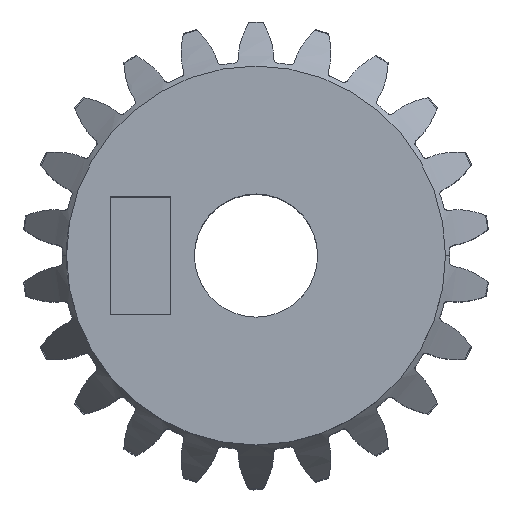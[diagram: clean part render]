
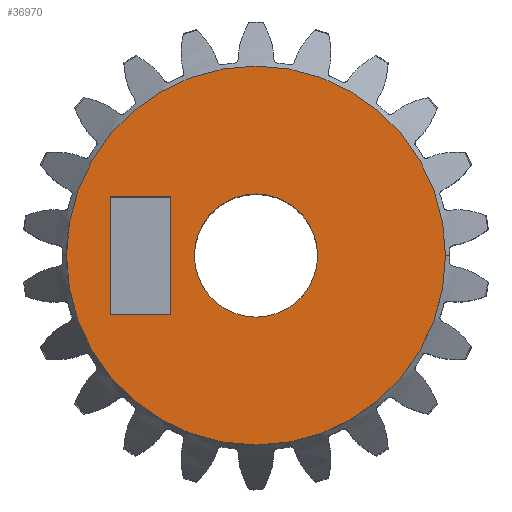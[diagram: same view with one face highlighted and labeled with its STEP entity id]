
A CAD part, top view. The second image highlights one B-rep face of the part: STEP entity #36970.
In plain terms, the highlighted planar face has unit normal (0, 0, 1).
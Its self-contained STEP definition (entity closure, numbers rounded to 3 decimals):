
#53 = DIRECTION ( 'NONE',  ( 0., 0., 1. ) ) ;
#263 = CARTESIAN_POINT ( 'NONE',  ( 10., 0., 17. ) ) ;
#737 = CARTESIAN_POINT ( 'NONE',  ( 0., 0., 17. ) ) ;
#2013 = VERTEX_POINT ( 'NONE', #22153 ) ;
#2118 = ORIENTED_EDGE ( 'NONE', *, *, #19135, .F. ) ;
#3388 = VERTEX_POINT ( 'NONE', #24053 ) ;
#3448 = DIRECTION ( 'NONE',  ( 1., 0., 0. ) ) ;
#3974 = VECTOR ( 'NONE', #22682, 1000. ) ;
#4090 = ORIENTED_EDGE ( 'NONE', *, *, #4369, .T. ) ;
#4369 = EDGE_CURVE ( 'NONE', #23900, #26284, #32689, .T. ) ;
#4661 = DIRECTION ( 'NONE',  ( 0., -1., 0. ) ) ;
#5075 = CARTESIAN_POINT ( 'NONE',  ( 0., 0., 17. ) ) ;
#5391 = ORIENTED_EDGE ( 'NONE', *, *, #5941, .F. ) ;
#5941 = EDGE_CURVE ( 'NONE', #33673, #2013, #37897, .T. ) ;
#6493 = VECTOR ( 'NONE', #33095, 1000. ) ;
#7578 = CARTESIAN_POINT ( 'NONE',  ( -10., 0., 17. ) ) ;
#8104 = FACE_OUTER_BOUND ( 'NONE', #8452, .T. ) ;
#8452 = EDGE_LOOP ( 'NONE', ( #4090, #28085 ) ) ;
#8620 = LINE ( 'NONE', #20889, #6493 ) ;
#9020 = ORIENTED_EDGE ( 'NONE', *, *, #33657, .F. ) ;
#10440 = CARTESIAN_POINT ( 'NONE',  ( -7.7, -3.1, 17. ) ) ;
#10489 = AXIS2_PLACEMENT_3D ( 'NONE', #5075, #17374, #29596 ) ;
#10561 = AXIS2_PLACEMENT_3D ( 'NONE', #18771, #30988, #3448 ) ;
#10908 = DIRECTION ( 'NONE',  ( -1., 0., 0. ) ) ;
#11633 = VECTOR ( 'NONE', #10908, 1000. ) ;
#12301 = CIRCLE ( 'NONE', #34694, 10. ) ;
#12393 = DIRECTION ( 'NONE',  ( 1., 0., 0. ) ) ;
#13076 = DIRECTION ( 'NONE',  ( 0., 0., 1. ) ) ;
#13333 = EDGE_CURVE ( 'NONE', #3388, #33673, #19979, .T. ) ;
#14013 = CARTESIAN_POINT ( 'NONE',  ( -3.25, 0., 17. ) ) ;
#14806 = CIRCLE ( 'NONE', #37216, 3.25 ) ;
#15435 = AXIS2_PLACEMENT_3D ( 'NONE', #34557, #16312, #28544 ) ;
#16312 = DIRECTION ( 'NONE',  ( 0., 0., 1. ) ) ;
#16496 = VECTOR ( 'NONE', #4661, 1000. ) ;
#17374 = DIRECTION ( 'NONE',  ( 0., 0., 1. ) ) ;
#18206 = VERTEX_POINT ( 'NONE', #20538 ) ;
#18771 = CARTESIAN_POINT ( 'NONE',  ( 0., 0., 17. ) ) ;
#19135 = EDGE_CURVE ( 'NONE', #30503, #18206, #27867, .T. ) ;
#19979 = LINE ( 'NONE', #32186, #16496 ) ;
#20377 = FACE_BOUND ( 'NONE', #34126, .T. ) ;
#20538 = CARTESIAN_POINT ( 'NONE',  ( 3.25, 0., 17. ) ) ;
#20889 = CARTESIAN_POINT ( 'NONE',  ( -4.5, 3.1, 17. ) ) ;
#22153 = CARTESIAN_POINT ( 'NONE',  ( -4.5, -3.1, 17. ) ) ;
#22682 = DIRECTION ( 'NONE',  ( 1., 0., 0. ) ) ;
#23156 = CARTESIAN_POINT ( 'NONE',  ( -7.7, -3.1, 17. ) ) ;
#23900 = VERTEX_POINT ( 'NONE', #7578 ) ;
#24053 = CARTESIAN_POINT ( 'NONE',  ( -7.7, 3.1, 17. ) ) ;
#24069 = ORIENTED_EDGE ( 'NONE', *, *, #13333, .F. ) ;
#25318 = DIRECTION ( 'NONE',  ( 1., 0., 0. ) ) ;
#26165 = LINE ( 'NONE', #38366, #11633 ) ;
#26284 = VERTEX_POINT ( 'NONE', #263 ) ;
#27645 = CARTESIAN_POINT ( 'NONE',  ( 0., 0., 17. ) ) ;
#27867 = CIRCLE ( 'NONE', #10561, 3.25 ) ;
#28085 = ORIENTED_EDGE ( 'NONE', *, *, #32791, .T. ) ;
#28378 = EDGE_LOOP ( 'NONE', ( #24069, #9020, #31399, #5391 ) ) ;
#28544 = DIRECTION ( 'NONE',  ( 1., 0., 0. ) ) ;
#29596 = DIRECTION ( 'NONE',  ( 1., 0., 0. ) ) ;
#30503 = VERTEX_POINT ( 'NONE', #14013 ) ;
#30988 = DIRECTION ( 'NONE',  ( 0., 0., 1. ) ) ;
#31399 = ORIENTED_EDGE ( 'NONE', *, *, #33003, .F. ) ;
#31852 = EDGE_CURVE ( 'NONE', #18206, #30503, #14806, .T. ) ;
#32186 = CARTESIAN_POINT ( 'NONE',  ( -7.7, 3.1, 17. ) ) ;
#32588 = PLANE ( 'NONE',  #10489 ) ;
#32689 = CIRCLE ( 'NONE', #15435, 10. ) ;
#32791 = EDGE_CURVE ( 'NONE', #26284, #23900, #12301, .T. ) ;
#33003 = EDGE_CURVE ( 'NONE', #2013, #34724, #8620, .T. ) ;
#33095 = DIRECTION ( 'NONE',  ( 0., 1., 0. ) ) ;
#33657 = EDGE_CURVE ( 'NONE', #34724, #3388, #26165, .T. ) ;
#33673 = VERTEX_POINT ( 'NONE', #23156 ) ;
#34126 = EDGE_LOOP ( 'NONE', ( #2118, #37679 ) ) ;
#34245 = CARTESIAN_POINT ( 'NONE',  ( -4.5, 3.1, 17. ) ) ;
#34557 = CARTESIAN_POINT ( 'NONE',  ( 0., 0., 17. ) ) ;
#34694 = AXIS2_PLACEMENT_3D ( 'NONE', #737, #13076, #25318 ) ;
#34724 = VERTEX_POINT ( 'NONE', #34245 ) ;
#35597 = FACE_BOUND ( 'NONE', #28378, .T. ) ;
#36970 = ADVANCED_FACE ( 'NONE', ( #35597, #8104, #20377 ), #32588, .T. ) ;
#37216 = AXIS2_PLACEMENT_3D ( 'NONE', #27645, #53, #12393 ) ;
#37679 = ORIENTED_EDGE ( 'NONE', *, *, #31852, .F. ) ;
#37897 = LINE ( 'NONE', #10440, #3974 ) ;
#38366 = CARTESIAN_POINT ( 'NONE',  ( -7.7, 3.1, 17. ) ) ;
